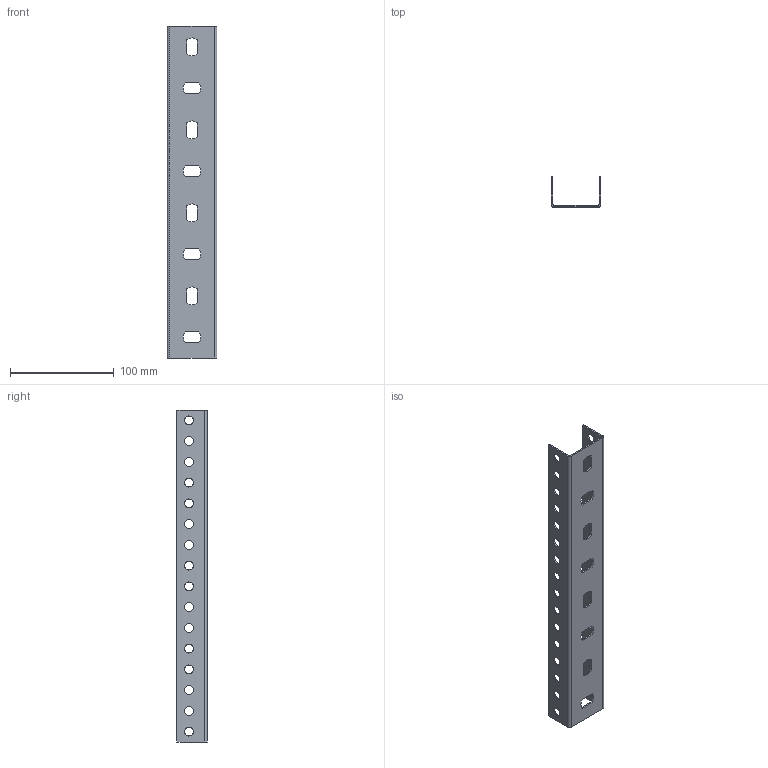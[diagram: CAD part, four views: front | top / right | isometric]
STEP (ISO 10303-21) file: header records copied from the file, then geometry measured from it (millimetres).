
FILE_DESCRIPTION (( 'STEP AP203' ), '1' );
FILE_NAME ('Ïðîôèëü BPM-29_BPM2903.STEP', '2012-11-16T11:02:17', ( 'Àñååâ' ), ( '' ), 'SwSTEP 2.0', 'SolidWorks 2012', '' );
FILE_SCHEMA (( 'CONFIG_CONTROL_DESIGN' ));
Length unit declared in the file: millimetre
Products named in the file (1): Ïðîôèëü BPM-29_BPM2903
Bounding box: 48 x 29 x 320 mm (x, y, z)
Volume: 43998.5 mm3; surface area: 61803.4 mm2
Topology: 1 solids, 1 shells, 86 faces, 252 edges, 168 vertices
Faces by surface type: cylinder 52, plane 34
Full cylindrical faces by diameter (mm): 8.5 x32
Entity records: 2833 total; most frequent: DIRECTION 482, CARTESIAN_POINT 443, ORIENTED_EDGE 408, EDGE_CURVE 204, EDGE_LOOP 198, AXIS2_PLACEMENT_3D 191, VERTEX_POINT 152, FACE_OUTER_BOUND 118
